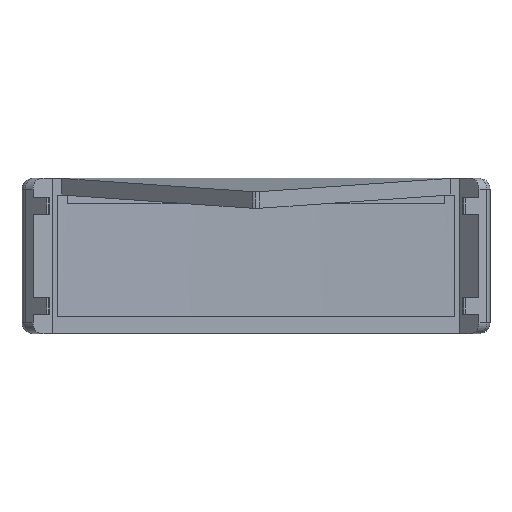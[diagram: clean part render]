
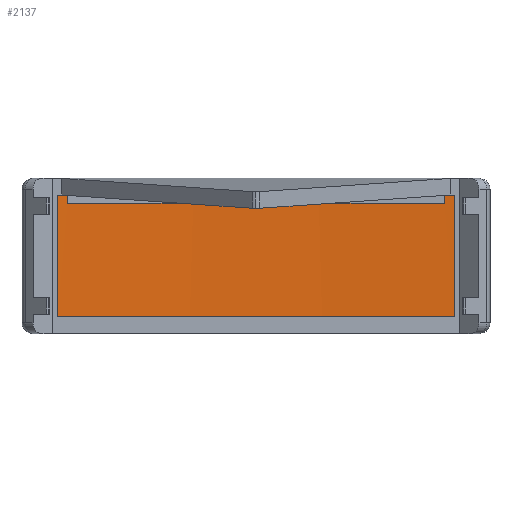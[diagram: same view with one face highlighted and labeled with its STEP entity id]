
A CAD part, front view. The second image highlights one B-rep face of the part: STEP entity #2137.
In plain terms, the highlighted cylindrical face has radius 735.043 mm (diameter 1470.09 mm), a partial arc.
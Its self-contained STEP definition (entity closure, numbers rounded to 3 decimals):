
#7 = EDGE_CURVE ( 'NONE', #639, #1102, #2047, .T. ) ;
#10 = LINE ( 'NONE', #213, #1739 ) ;
#118 = ORIENTED_EDGE ( 'NONE', *, *, #367, .F. ) ;
#122 = DIRECTION ( 'NONE',  ( 0., 0., 1. ) ) ;
#136 = CIRCLE ( 'NONE', #1030, 735.043 ) ;
#138 = EDGE_CURVE ( 'NONE', #1829, #2140, #1694, .T. ) ;
#163 = DIRECTION ( 'NONE',  ( 0., 0., -1. ) ) ;
#167 = EDGE_CURVE ( 'NONE', #217, #1535, #1596, .T. ) ;
#170 = AXIS2_PLACEMENT_3D ( 'NONE', #1148, #1319, #1955 ) ;
#213 = CARTESIAN_POINT ( 'NONE',  ( 34., 1.213, 14. ) ) ;
#217 = VERTEX_POINT ( 'NONE', #1115 ) ;
#352 = CARTESIAN_POINT ( 'NONE',  ( 35.75, 1.13, 14. ) ) ;
#367 = EDGE_CURVE ( 'NONE', #2140, #1563, #1626, .T. ) ;
#474 = EDGE_CURVE ( 'NONE', #1563, #639, #511, .T. ) ;
#497 = CARTESIAN_POINT ( 'NONE',  ( 34., 1.213, 9.5 ) ) ;
#507 = EDGE_CURVE ( 'NONE', #1535, #1829, #136, .T. ) ;
#511 = LINE ( 'NONE', #1174, #1352 ) ;
#512 = FACE_OUTER_BOUND ( 'NONE', #1776, .T. ) ;
#517 = DIRECTION ( 'NONE',  ( 0., 0., 1. ) ) ;
#569 = CARTESIAN_POINT ( 'NONE',  ( 34., 1.213, 11. ) ) ;
#588 = CARTESIAN_POINT ( 'NONE',  ( -35.75, 1.13, -11. ) ) ;
#635 = DIRECTION ( 'NONE',  ( 0., 0., -1. ) ) ;
#639 = VERTEX_POINT ( 'NONE', #1158 ) ;
#644 = CARTESIAN_POINT ( 'NONE',  ( -35.75, 1.13, 11. ) ) ;
#693 = CARTESIAN_POINT ( 'NONE',  ( 35.75, 1.13, -11. ) ) ;
#711 = CARTESIAN_POINT ( 'NONE',  ( 0., -733.043, 9.5 ) ) ;
#718 = CARTESIAN_POINT ( 'NONE',  ( 0., -733.043, 11. ) ) ;
#771 = EDGE_CURVE ( 'NONE', #1022, #217, #1569, .T. ) ;
#791 = AXIS2_PLACEMENT_3D ( 'NONE', #1907, #934, #2081 ) ;
#846 = EDGE_CURVE ( 'NONE', #1102, #1022, #10, .T. ) ;
#896 = DIRECTION ( 'NONE',  ( 1., 0., 0. ) ) ;
#934 = DIRECTION ( 'NONE',  ( 0., 0., -1. ) ) ;
#1016 = ORIENTED_EDGE ( 'NONE', *, *, #167, .F. ) ;
#1022 = VERTEX_POINT ( 'NONE', #569 ) ;
#1030 = AXIS2_PLACEMENT_3D ( 'NONE', #2159, #122, #1301 ) ;
#1102 = VERTEX_POINT ( 'NONE', #497 ) ;
#1115 = CARTESIAN_POINT ( 'NONE',  ( 35.75, 1.13, 11. ) ) ;
#1148 = CARTESIAN_POINT ( 'NONE',  ( 0., -733.043, 14. ) ) ;
#1158 = CARTESIAN_POINT ( 'NONE',  ( -34., 1.213, 9.5 ) ) ;
#1174 = CARTESIAN_POINT ( 'NONE',  ( -34., 1.213, 14. ) ) ;
#1224 = DIRECTION ( 'NONE',  ( 0., 0., 1. ) ) ;
#1236 = ORIENTED_EDGE ( 'NONE', *, *, #474, .F. ) ;
#1301 = DIRECTION ( 'NONE',  ( -1., 0., 0. ) ) ;
#1319 = DIRECTION ( 'NONE',  ( 0., 0., -1. ) ) ;
#1352 = VECTOR ( 'NONE', #163, 1000. ) ;
#1358 = DIRECTION ( 'NONE',  ( 0., 0., -1. ) ) ;
#1522 = CARTESIAN_POINT ( 'NONE',  ( -35.75, 1.13, 14. ) ) ;
#1533 = AXIS2_PLACEMENT_3D ( 'NONE', #711, #635, #1792 ) ;
#1535 = VERTEX_POINT ( 'NONE', #693 ) ;
#1563 = VERTEX_POINT ( 'NONE', #2021 ) ;
#1569 = CIRCLE ( 'NONE', #791, 735.043 ) ;
#1596 = LINE ( 'NONE', #352, #2022 ) ;
#1626 = CIRCLE ( 'NONE', #1669, 735.043 ) ;
#1669 = AXIS2_PLACEMENT_3D ( 'NONE', #718, #1873, #896 ) ;
#1694 = LINE ( 'NONE', #1522, #1740 ) ;
#1739 = VECTOR ( 'NONE', #1224, 1000. ) ;
#1740 = VECTOR ( 'NONE', #517, 1000. ) ;
#1770 = ORIENTED_EDGE ( 'NONE', *, *, #846, .F. ) ;
#1771 = CYLINDRICAL_SURFACE ( 'NONE', #170, 735.043 ) ;
#1776 = EDGE_LOOP ( 'NONE', ( #1770, #1817, #1236, #118, #2082, #2029, #1016, #2116 ) ) ;
#1792 = DIRECTION ( 'NONE',  ( -1., 0., 0. ) ) ;
#1817 = ORIENTED_EDGE ( 'NONE', *, *, #7, .F. ) ;
#1829 = VERTEX_POINT ( 'NONE', #588 ) ;
#1873 = DIRECTION ( 'NONE',  ( 0., 0., -1. ) ) ;
#1907 = CARTESIAN_POINT ( 'NONE',  ( 0., -733.043, 11. ) ) ;
#1955 = DIRECTION ( 'NONE',  ( -1., 0., 0. ) ) ;
#2021 = CARTESIAN_POINT ( 'NONE',  ( -34., 1.213, 11. ) ) ;
#2022 = VECTOR ( 'NONE', #1358, 1000. ) ;
#2029 = ORIENTED_EDGE ( 'NONE', *, *, #507, .F. ) ;
#2047 = CIRCLE ( 'NONE', #1533, 735.043 ) ;
#2081 = DIRECTION ( 'NONE',  ( 1., 0., 0. ) ) ;
#2082 = ORIENTED_EDGE ( 'NONE', *, *, #138, .F. ) ;
#2116 = ORIENTED_EDGE ( 'NONE', *, *, #771, .F. ) ;
#2137 = ADVANCED_FACE ( 'NONE', ( #512 ), #1771, .F. ) ;
#2140 = VERTEX_POINT ( 'NONE', #644 ) ;
#2159 = CARTESIAN_POINT ( 'NONE',  ( 0., -733.043, -11. ) ) ;
